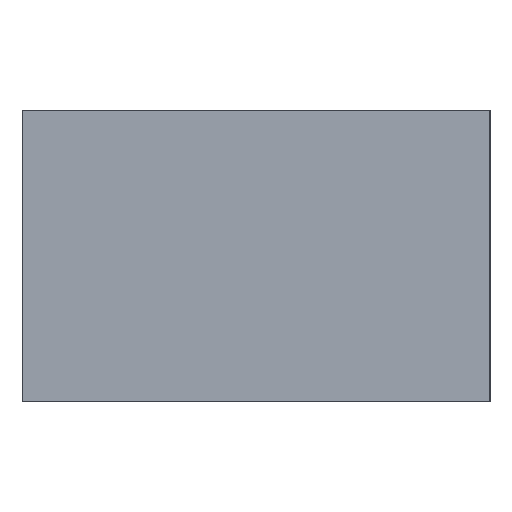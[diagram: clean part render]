
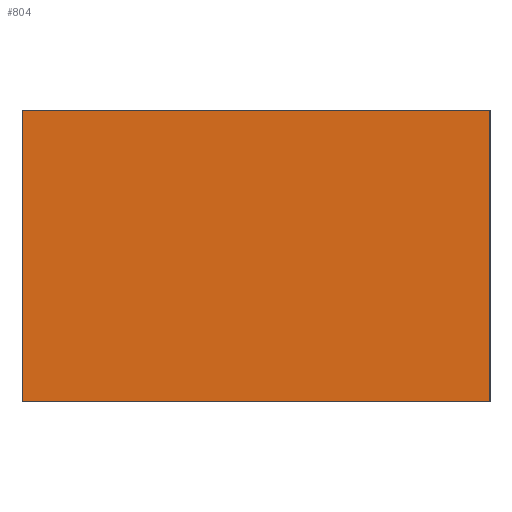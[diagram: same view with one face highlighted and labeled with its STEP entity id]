
A CAD part, left-side view. The second image highlights one B-rep face of the part: STEP entity #804.
In plain terms, the highlighted planar face has unit normal (-1, 0, 0).
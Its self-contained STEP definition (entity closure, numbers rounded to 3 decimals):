
#670=CARTESIAN_POINT('',(-1.1,-0.725,0.0));
#669=VERTEX_POINT('',#670);
#688=CARTESIAN_POINT('',(-1.1,-0.725,0.9));
#687=VERTEX_POINT('',#688);
#696=EDGE_CURVE('',#669,#687,#701,.T.);
#701=LINE('',#670,#703);
#703=VECTOR('',#704,0.9);
#704=DIRECTION('',(0.0,0.0,1.0));
#766=CARTESIAN_POINT('',(-1.1,0.725,0.0));
#765=VERTEX_POINT('',#766);
#776=CARTESIAN_POINT('',(-1.1,0.725,0.9));
#775=VERTEX_POINT('',#776);
#774=EDGE_CURVE('',#775,#765,#779,.T.);
#779=LINE('',#776,#781);
#781=VECTOR('',#782,0.9);
#782=DIRECTION('',(0.0,0.0,-1.0));
#804=ADVANCED_FACE('',(#810),#805,.T.);
#805=PLANE('',#806);
#806=AXIS2_PLACEMENT_3D('',#807,#808,#809);
#807=CARTESIAN_POINT('',(-1.1,0.725,0.0));
#808=DIRECTION('',(-1.0,0.0,0.0));
#809=DIRECTION('',(0.,0.,1.));
#810=FACE_OUTER_BOUND('',#811,.T.);
#811=EDGE_LOOP('',(#812,#822,#832,#842));
#813=EDGE_CURVE('',#669,#765,#818,.T.);
#818=LINE('',#670,#820);
#820=VECTOR('',#821,1.45);
#821=DIRECTION('',(0.0,1.0,0.0));
#812=ORIENTED_EDGE('',*,*,#813,.F.);
#822=ORIENTED_EDGE('',*,*,#696,.T.);
#833=EDGE_CURVE('',#775,#687,#838,.T.);
#838=LINE('',#776,#840);
#840=VECTOR('',#841,1.45);
#841=DIRECTION('',(0.0,-1.0,0.0));
#832=ORIENTED_EDGE('',*,*,#833,.F.);
#842=ORIENTED_EDGE('',*,*,#774,.T.);
